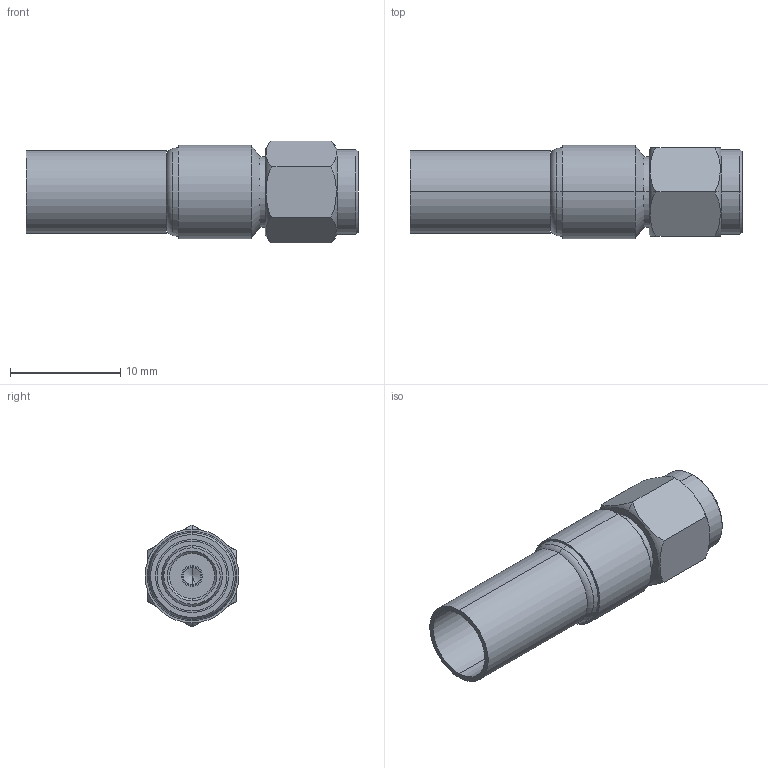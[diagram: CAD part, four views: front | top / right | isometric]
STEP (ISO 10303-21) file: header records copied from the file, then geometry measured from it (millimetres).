
FILE_DESCRIPTION (( 'STEP AP214' ), '1' );
FILE_NAME ('ASM-1504.STEP', '2018-09-06T16:12:27', ( '' ), ( '' ), 'SwSTEP 2.0', 'SolidWorks 2017', '' );
FILE_SCHEMA (( 'AUTOMOTIVE_DESIGN' ));
Length unit declared in the file: inch
Products named in the file (4): ASM-1504-MA1; ASM-1504; ASM-1504-MA2
Assembly tree (3 placements, depth 2):
  ASM-1504
    ASM-1504
    ASM-1504-MA1
    ASM-1504-MA2
Bounding box: 30.1 x 8.5 x 9.24 mm (x, y, z)
Volume: 950.5 mm3; surface area: 1866 mm2
Topology: 3 solids, 3 shells, 114 faces, 242 edges, 140 vertices
Faces by surface type: cylinder 44, cone 40, plane 24, torus 6
Entity records: 3456 total; most frequent: CARTESIAN_POINT 734, DIRECTION 582, ORIENTED_EDGE 476, AXIS2_PLACEMENT_3D 244, EDGE_CURVE 238, VERTEX_POINT 140, EDGE_LOOP 132, CIRCLE 124
